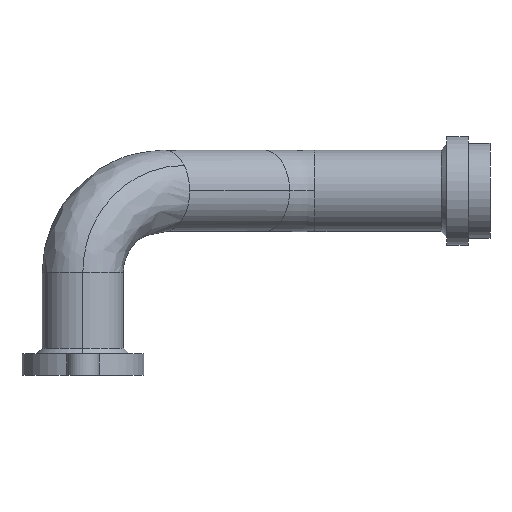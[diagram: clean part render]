
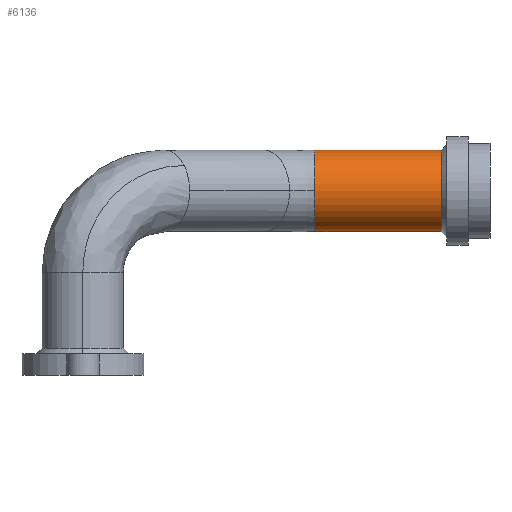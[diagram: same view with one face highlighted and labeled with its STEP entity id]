
A CAD part, left-side view. The second image highlights one B-rep face of the part: STEP entity #6136.
In plain terms, the highlighted cylindrical face has radius 15 mm (diameter 30 mm), a partial arc.
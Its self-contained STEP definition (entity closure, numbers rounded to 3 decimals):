
#219 = DIRECTION ( 'NONE',  ( 0., -1., 0. ) ) ;
#258 = DIRECTION ( 'NONE',  ( 0., -1., 0. ) ) ;
#1581 = CARTESIAN_POINT ( 'NONE',  ( 0., -10.523, 0. ) ) ;
#2036 = FACE_OUTER_BOUND ( 'NONE', #3360, .T. ) ;
#2204 = CYLINDRICAL_SURFACE ( 'NONE', #8655, 15. ) ;
#2389 = CARTESIAN_POINT ( 'NONE',  ( -15., -10.523, 0. ) ) ;
#2485 = CIRCLE ( 'NONE', #13368, 15. ) ;
#3351 = DIRECTION ( 'NONE',  ( 0., 1., 0. ) ) ;
#3360 = EDGE_LOOP ( 'NONE', ( #11933, #3607, #6758, #10450, #8723 ) ) ;
#3398 = DIRECTION ( 'NONE',  ( 0., 1., 0. ) ) ;
#3607 = ORIENTED_EDGE ( 'NONE', *, *, #8860, .T. ) ;
#3948 = VERTEX_POINT ( 'NONE', #9396 ) ;
#4156 = VECTOR ( 'NONE', #3351, 1000. ) ;
#4169 = DIRECTION ( 'NONE',  ( 0., 1., 0. ) ) ;
#4806 = VERTEX_POINT ( 'NONE', #2389 ) ;
#4946 = EDGE_CURVE ( 'NONE', #4806, #3948, #15156, .T. ) ;
#5966 = DIRECTION ( 'NONE',  ( 0., 1., 0. ) ) ;
#6136 = ADVANCED_FACE ( 'NONE', ( #2036 ), #2204, .T. ) ;
#6758 = ORIENTED_EDGE ( 'NONE', *, *, #14601, .T. ) ;
#6823 = DIRECTION ( 'NONE',  ( 0.781, 0., 0.625 ) ) ;
#7648 = CARTESIAN_POINT ( 'NONE',  ( 0., -57., 15. ) ) ;
#7815 = CARTESIAN_POINT ( 'NONE',  ( 0., -57., -15. ) ) ;
#8037 = VERTEX_POINT ( 'NONE', #13623 ) ;
#8655 = AXIS2_PLACEMENT_3D ( 'NONE', #11235, #5966, #13940 ) ;
#8723 = ORIENTED_EDGE ( 'NONE', *, *, #4946, .T. ) ;
#8860 = EDGE_CURVE ( 'NONE', #9970, #11707, #2485, .T. ) ;
#9396 = CARTESIAN_POINT ( 'NONE',  ( 0., -10.523, -15. ) ) ;
#9970 = VERTEX_POINT ( 'NONE', #7815 ) ;
#10450 = ORIENTED_EDGE ( 'NONE', *, *, #12350, .T. ) ;
#10804 = LINE ( 'NONE', #15805, #15540 ) ;
#10816 = CARTESIAN_POINT ( 'NONE',  ( 0., -10.523, 0. ) ) ;
#10973 = CARTESIAN_POINT ( 'NONE',  ( 0., -57., 0. ) ) ;
#11091 = LINE ( 'NONE', #12285, #4156 ) ;
#11235 = CARTESIAN_POINT ( 'NONE',  ( 0., -75., 0. ) ) ;
#11707 = VERTEX_POINT ( 'NONE', #7648 ) ;
#11933 = ORIENTED_EDGE ( 'NONE', *, *, #15896, .F. ) ;
#12173 = AXIS2_PLACEMENT_3D ( 'NONE', #10816, #258, #6823 ) ;
#12285 = CARTESIAN_POINT ( 'NONE',  ( 0., -75., -15. ) ) ;
#12350 = EDGE_CURVE ( 'NONE', #8037, #4806, #12829, .T. ) ;
#12829 = CIRCLE ( 'NONE', #12869, 15. ) ;
#12869 = AXIS2_PLACEMENT_3D ( 'NONE', #1581, #219, #13157 ) ;
#13157 = DIRECTION ( 'NONE',  ( 0.781, 0., 0.625 ) ) ;
#13368 = AXIS2_PLACEMENT_3D ( 'NONE', #10973, #3398, #13850 ) ;
#13623 = CARTESIAN_POINT ( 'NONE',  ( 0., -10.523, 15. ) ) ;
#13850 = DIRECTION ( 'NONE',  ( 0., 0., 1. ) ) ;
#13940 = DIRECTION ( 'NONE',  ( 0., 0., 1. ) ) ;
#14601 = EDGE_CURVE ( 'NONE', #11707, #8037, #10804, .T. ) ;
#15156 = CIRCLE ( 'NONE', #12173, 15. ) ;
#15540 = VECTOR ( 'NONE', #4169, 1000. ) ;
#15805 = CARTESIAN_POINT ( 'NONE',  ( 0., -75., 15. ) ) ;
#15896 = EDGE_CURVE ( 'NONE', #9970, #3948, #11091, .T. ) ;
